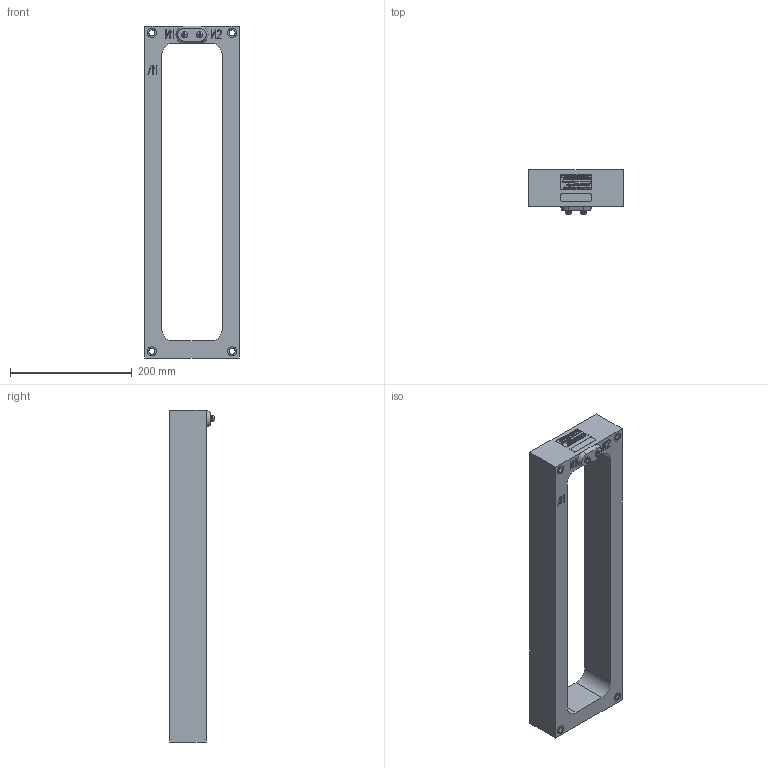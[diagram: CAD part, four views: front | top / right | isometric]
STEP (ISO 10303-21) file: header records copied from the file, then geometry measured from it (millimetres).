
FILE_DESCRIPTION (( 'STEP AP214' ), '1' );
FILE_NAME ('痀侕-0,66-4.STEP', '2024-04-10T11:52:41', ( '' ), ( '' ), 'SwSTEP 2.0', 'SolidWorks 2014', '' );
FILE_SCHEMA (( 'AUTOMOTIVE_DESIGN' ));
Length unit declared in the file: millimetre
Products named in the file (10): 屡扔.754342.003 亦犭梓赅 忭桁囗桢; 屡扔.713171.014 买箅赅; 扻斀僨罽 痀侕-0,66-4_00; Âèíò ÃÎÑÒ 17473-80_6å10; ÂÅÈÓ.754312.235 Òàáëè÷êà íà òðàíñôîðìàòîð òîêà ÒÇËÊ-0,66; ﾘ琺矜 ﾃﾎﾑﾒ 11371-78_5; Øàéáà ïðóæ. ÃÎÑÒ 6402-70_5; ÂÅÈÓ.684419.024 Ìàãíèòîïðîâîä ñ îáìîòêîé_00; ÂÅÈÓ.758414.001 Ãàéêà êîíòàêòíàÿ_-01; 痀侕-0,66-4
Assembly tree (16 placements, depth 3):
  痀侕-0,66-4
    ÂÅÈÓ.684419.024 Ìàãíèòîïðîâîä ñ îáìîòêîé_00
      ÂÅÈÓ.758414.001 Ãàéêà êîíòàêòíàÿ_-01  x2
    Øàéáà ïðóæ. ÃÎÑÒ 6402-70_5  x2
    ﾘ琺矜 ﾃﾎﾑﾒ 11371-78_5  x2
    ÂÅÈÓ.754312.235 Òàáëè÷êà íà òðàíñôîðìàòîð òîêà ÒÇËÊ-0,66
    Âèíò ÃÎÑÒ 17473-80_6å10  x2
    扻斀僨罽 痀侕-0,66-4_00
    屡扔.713171.014 买箅赅  x4
    屡扔.754342.003 亦犭梓赅 忭桁囗桢
Bounding box: 155 x 75.11 x 546.3 mm (x, y, z)
Volume: 2148987.4 mm3; surface area: 258934.4 mm2
Topology: 15 solids, 17 shells, 1618 faces, 4218 edges, 2804 vertices
Faces by surface type: plane 819, bspline 684, cylinder 92, cone 19, sphere 4
Entity records: 93984 total; most frequent: CARTESIAN_POINT 46472, ORIENTED_EDGE 8132, DIRECTION 4592, EDGE_CURVE 4066, VERTEX_POINT 2706, VECTOR 2556, LINE 2556, EDGE_LOOP 1724
